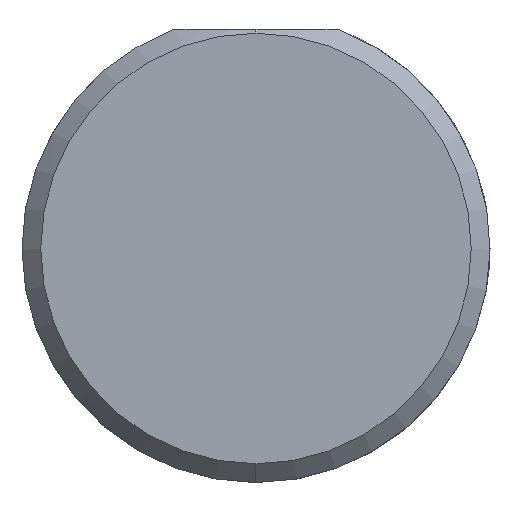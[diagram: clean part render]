
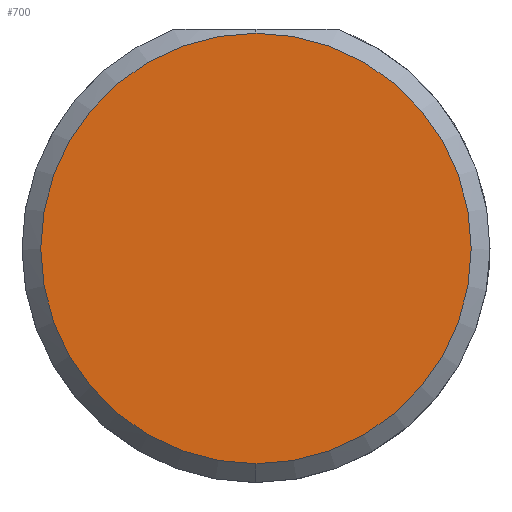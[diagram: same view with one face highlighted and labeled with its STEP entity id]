
A CAD part, left-side view. The second image highlights one B-rep face of the part: STEP entity #700.
In plain terms, the highlighted planar face has unit normal (-1, 0, 0).
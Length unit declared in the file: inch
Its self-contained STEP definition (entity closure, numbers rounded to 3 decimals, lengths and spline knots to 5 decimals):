
#2 = CARTESIAN_POINT ( 'NONE',  ( 0., 0., 0. ) ) ;
#65 = CARTESIAN_POINT ( 'NONE',  ( 0., 0., 0. ) ) ;
#93 = EDGE_CURVE ( 'NONE', #943, #99, #871, .T. ) ;
#94 = FACE_OUTER_BOUND ( 'NONE', #513, .T. ) ;
#99 = VERTEX_POINT ( 'NONE', #626 ) ;
#183 = DIRECTION ( 'NONE',  ( 0., 0., -1. ) ) ;
#217 = DIRECTION ( 'NONE',  ( 1., 0., 0. ) ) ;
#229 = EDGE_CURVE ( 'NONE', #99, #943, #410, .T. ) ;
#242 = CARTESIAN_POINT ( 'NONE',  ( 0., 0., 0. ) ) ;
#248 = ORIENTED_EDGE ( 'NONE', *, *, #93, .T. ) ;
#410 = CIRCLE ( 'NONE', #1205, 0.17235 ) ;
#473 = AXIS2_PLACEMENT_3D ( 'NONE', #2, #217, #484 ) ;
#484 = DIRECTION ( 'NONE',  ( 0., 0., -1. ) ) ;
#511 = DIRECTION ( 'NONE',  ( 0., 0., -1. ) ) ;
#513 = EDGE_LOOP ( 'NONE', ( #1017, #248 ) ) ;
#626 = CARTESIAN_POINT ( 'NONE',  ( 0., 0., -0.17235 ) ) ;
#652 = DIRECTION ( 'NONE',  ( -1., 0., 0. ) ) ;
#672 = AXIS2_PLACEMENT_3D ( 'NONE', #242, #1008, #511 ) ;
#700 = ADVANCED_FACE ( 'NONE', ( #94 ), #1155, .F. ) ;
#871 = CIRCLE ( 'NONE', #672, 0.17235 ) ;
#943 = VERTEX_POINT ( 'NONE', #1020 ) ;
#1008 = DIRECTION ( 'NONE',  ( -1., 0., 0. ) ) ;
#1017 = ORIENTED_EDGE ( 'NONE', *, *, #229, .T. ) ;
#1020 = CARTESIAN_POINT ( 'NONE',  ( 0., 0., 0.17235 ) ) ;
#1155 = PLANE ( 'NONE',  #473 ) ;
#1205 = AXIS2_PLACEMENT_3D ( 'NONE', #65, #652, #183 ) ;
